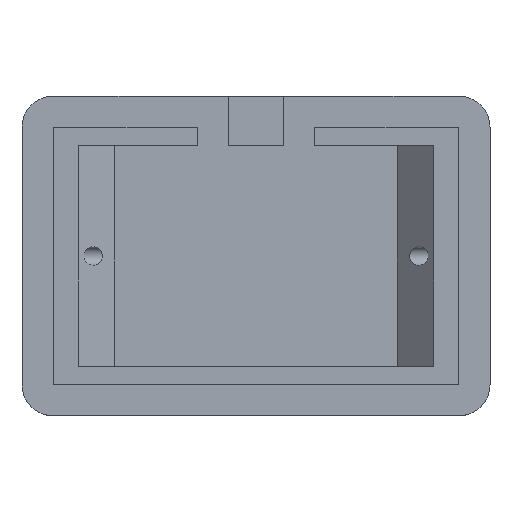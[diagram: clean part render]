
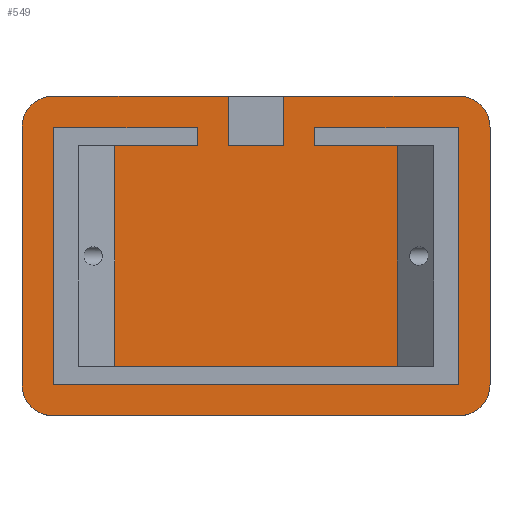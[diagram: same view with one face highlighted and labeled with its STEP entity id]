
A CAD part, top view. The second image highlights one B-rep face of the part: STEP entity #549.
In plain terms, the highlighted planar face has unit normal (0, 0, 1).
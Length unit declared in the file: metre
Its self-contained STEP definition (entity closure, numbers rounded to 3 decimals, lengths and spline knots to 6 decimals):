
#21=CIRCLE('',#595,0.005);
#22=CIRCLE('',#596,0.005);
#23=CIRCLE('',#597,0.005);
#24=CIRCLE('',#598,0.005);
#70=ORIENTED_EDGE('',*,*,#215,.F.);
#71=ORIENTED_EDGE('',*,*,#209,.T.);
#72=ORIENTED_EDGE('',*,*,#196,.F.);
#73=ORIENTED_EDGE('',*,*,#204,.T.);
#74=ORIENTED_EDGE('',*,*,#200,.F.);
#75=ORIENTED_EDGE('',*,*,#207,.F.);
#76=ORIENTED_EDGE('',*,*,#192,.F.);
#77=ORIENTED_EDGE('',*,*,#213,.F.);
#78=ORIENTED_EDGE('',*,*,#216,.F.);
#79=ORIENTED_EDGE('',*,*,#217,.T.);
#80=ORIENTED_EDGE('',*,*,#218,.T.);
#81=ORIENTED_EDGE('',*,*,#219,.F.);
#82=ORIENTED_EDGE('',*,*,#220,.T.);
#83=ORIENTED_EDGE('',*,*,#221,.T.);
#84=ORIENTED_EDGE('',*,*,#222,.T.);
#85=ORIENTED_EDGE('',*,*,#223,.T.);
#86=ORIENTED_EDGE('',*,*,#224,.T.);
#87=ORIENTED_EDGE('',*,*,#225,.T.);
#88=ORIENTED_EDGE('',*,*,#226,.F.);
#89=ORIENTED_EDGE('',*,*,#227,.T.);
#90=ORIENTED_EDGE('',*,*,#228,.F.);
#91=ORIENTED_EDGE('',*,*,#229,.T.);
#92=ORIENTED_EDGE('',*,*,#230,.T.);
#93=ORIENTED_EDGE('',*,*,#231,.F.);
#192=EDGE_CURVE('',#268,#269,#320,.T.);
#196=EDGE_CURVE('',#272,#273,#324,.T.);
#200=EDGE_CURVE('',#276,#277,#328,.T.);
#204=EDGE_CURVE('',#272,#277,#331,.T.);
#207=EDGE_CURVE('',#269,#276,#333,.T.);
#209=EDGE_CURVE('',#281,#273,#335,.T.);
#213=EDGE_CURVE('',#283,#268,#339,.T.);
#215=EDGE_CURVE('',#281,#285,#340,.T.);
#216=EDGE_CURVE('',#286,#283,#341,.T.);
#217=EDGE_CURVE('',#286,#287,#342,.T.);
#218=EDGE_CURVE('',#287,#288,#343,.T.);
#219=EDGE_CURVE('',#285,#288,#344,.T.);
#220=EDGE_CURVE('',#289,#290,#345,.T.);
#221=EDGE_CURVE('',#290,#291,#346,.T.);
#222=EDGE_CURVE('',#291,#292,#347,.T.);
#223=EDGE_CURVE('',#292,#293,#21,.T.);
#224=EDGE_CURVE('',#293,#294,#348,.T.);
#225=EDGE_CURVE('',#294,#295,#22,.T.);
#226=EDGE_CURVE('',#296,#295,#349,.T.);
#227=EDGE_CURVE('',#296,#297,#23,.T.);
#228=EDGE_CURVE('',#298,#297,#350,.T.);
#229=EDGE_CURVE('',#298,#299,#24,.T.);
#230=EDGE_CURVE('',#299,#300,#351,.T.);
#231=EDGE_CURVE('',#289,#300,#352,.T.);
#268=VERTEX_POINT('',#778);
#269=VERTEX_POINT('',#780);
#272=VERTEX_POINT('',#787);
#273=VERTEX_POINT('',#789);
#276=VERTEX_POINT('',#796);
#277=VERTEX_POINT('',#798);
#281=VERTEX_POINT('',#814);
#283=VERTEX_POINT('',#820);
#285=VERTEX_POINT('',#827);
#286=VERTEX_POINT('',#829);
#287=VERTEX_POINT('',#831);
#288=VERTEX_POINT('',#833);
#289=VERTEX_POINT('',#836);
#290=VERTEX_POINT('',#837);
#291=VERTEX_POINT('',#839);
#292=VERTEX_POINT('',#841);
#293=VERTEX_POINT('',#843);
#294=VERTEX_POINT('',#845);
#295=VERTEX_POINT('',#847);
#296=VERTEX_POINT('',#849);
#297=VERTEX_POINT('',#851);
#298=VERTEX_POINT('',#853);
#299=VERTEX_POINT('',#855);
#300=VERTEX_POINT('',#857);
#320=LINE('',#779,#384);
#324=LINE('',#788,#388);
#328=LINE('',#797,#392);
#331=LINE('',#804,#395);
#333=LINE('',#809,#397);
#335=LINE('',#813,#399);
#339=LINE('',#821,#403);
#340=LINE('',#826,#404);
#341=LINE('',#828,#405);
#342=LINE('',#830,#406);
#343=LINE('',#832,#407);
#344=LINE('',#834,#408);
#345=LINE('',#835,#409);
#346=LINE('',#838,#410);
#347=LINE('',#840,#411);
#348=LINE('',#844,#412);
#349=LINE('',#848,#413);
#350=LINE('',#852,#414);
#351=LINE('',#856,#415);
#352=LINE('',#858,#416);
#384=VECTOR('',#630,1.);
#388=VECTOR('',#636,1.);
#392=VECTOR('',#642,1.);
#395=VECTOR('',#649,1.);
#397=VECTOR('',#655,1.);
#399=VECTOR('',#659,1.);
#403=VECTOR('',#665,1.);
#404=VECTOR('',#672,1.);
#405=VECTOR('',#673,1.);
#406=VECTOR('',#674,1.);
#407=VECTOR('',#675,1.);
#408=VECTOR('',#676,1.);
#409=VECTOR('',#677,1.);
#410=VECTOR('',#678,1.);
#411=VECTOR('',#679,1.);
#412=VECTOR('',#682,1.);
#413=VECTOR('',#685,1.);
#414=VECTOR('',#688,1.);
#415=VECTOR('',#691,1.);
#416=VECTOR('',#692,1.);
#457=EDGE_LOOP('',(#70,#71,#72,#73,#74,#75,#76,#77,#78,#79,#80,#81));
#458=EDGE_LOOP('',(#82,#83,#84,#85,#86,#87,#88,#89,#90,#91,#92,#93));
#493=FACE_BOUND('',#457,.T.);
#494=FACE_BOUND('',#458,.T.);
#525=PLANE('',#594);
#549=ADVANCED_FACE('',(#493,#494),#525,.T.);
#594=AXIS2_PLACEMENT_3D('',#825,#670,#671);
#595=AXIS2_PLACEMENT_3D('',#842,#680,#681);
#596=AXIS2_PLACEMENT_3D('',#846,#683,#684);
#597=AXIS2_PLACEMENT_3D('',#850,#686,#687);
#598=AXIS2_PLACEMENT_3D('',#854,#689,#690);
#630=DIRECTION('',(1.,0.,0.));
#636=DIRECTION('',(1.,0.,0.));
#642=DIRECTION('',(-1.,0.,0.));
#649=DIRECTION('',(0.,-1.,0.));
#655=DIRECTION('',(0.,-1.,0.));
#659=DIRECTION('',(0.,-1.,0.));
#665=DIRECTION('',(0.,-1.,0.));
#670=DIRECTION('',(0.,0.,1.));
#671=DIRECTION('',(1.,0.,0.));
#672=DIRECTION('',(-1.,0.,0.));
#673=DIRECTION('',(-1.,0.,0.));
#674=DIRECTION('',(0.,-1.,0.));
#675=DIRECTION('',(-1.,0.,0.));
#676=DIRECTION('',(0.,-1.,0.));
#677=DIRECTION('',(-1.,0.,0.));
#678=DIRECTION('',(0.,1.,0.));
#679=DIRECTION('',(-1.,0.,0.));
#680=DIRECTION('',(0.,0.,1.));
#681=DIRECTION('',(1.,0.,0.));
#682=DIRECTION('',(0.,-1.,0.));
#683=DIRECTION('',(0.,0.,1.));
#684=DIRECTION('',(1.,0.,0.));
#685=DIRECTION('',(-1.,0.,0.));
#686=DIRECTION('',(0.,0.,1.));
#687=DIRECTION('',(1.,0.,0.));
#688=DIRECTION('',(0.,-1.,0.));
#689=DIRECTION('',(0.,0.,1.));
#690=DIRECTION('',(1.,0.,0.));
#691=DIRECTION('',(-1.,0.,0.));
#692=DIRECTION('',(0.,1.,0.));
#778=CARTESIAN_POINT('',(0.0095,0.017875,0.003));
#779=CARTESIAN_POINT('',(0.,0.017875,0.003));
#780=CARTESIAN_POINT('',(0.0229,0.017875,0.003));
#787=CARTESIAN_POINT('',(-0.0229,0.017875,0.003));
#788=CARTESIAN_POINT('',(0.,0.017875,0.003));
#789=CARTESIAN_POINT('',(-0.0095,0.017875,0.003));
#796=CARTESIAN_POINT('',(0.0229,-0.017875,0.003));
#797=CARTESIAN_POINT('',(0.,-0.017875,0.003));
#798=CARTESIAN_POINT('',(-0.0229,-0.017875,0.003));
#804=CARTESIAN_POINT('',(-0.0229,0.020875,0.003));
#809=CARTESIAN_POINT('',(0.0229,0.020875,0.003));
#813=CARTESIAN_POINT('',(-0.0095,0.019375,0.003));
#814=CARTESIAN_POINT('',(-0.0095,0.02075,0.003));
#820=CARTESIAN_POINT('',(0.0095,0.02075,0.003));
#821=CARTESIAN_POINT('',(0.0095,0.019375,0.003));
#825=CARTESIAN_POINT('',(0.,0.,0.003));
#826=CARTESIAN_POINT('',(0.,0.02075,0.003));
#827=CARTESIAN_POINT('',(-0.032775,0.02075,0.003));
#828=CARTESIAN_POINT('',(0.,0.02075,0.003));
#829=CARTESIAN_POINT('',(0.032775,0.02075,0.003));
#830=CARTESIAN_POINT('',(0.032775,0.,0.003));
#831=CARTESIAN_POINT('',(0.032775,-0.02075,0.003));
#832=CARTESIAN_POINT('',(0.,-0.02075,0.003));
#833=CARTESIAN_POINT('',(-0.032775,-0.02075,0.003));
#834=CARTESIAN_POINT('',(-0.032775,0.,0.003));
#835=CARTESIAN_POINT('',(0.,0.017875,0.003));
#836=CARTESIAN_POINT('',(0.0045,0.017875,0.003));
#837=CARTESIAN_POINT('',(-0.0045,0.017875,0.003));
#838=CARTESIAN_POINT('',(-0.0045,0.017875,0.003));
#839=CARTESIAN_POINT('',(-0.0045,0.025875,0.003));
#840=CARTESIAN_POINT('',(0.,0.025875,0.003));
#841=CARTESIAN_POINT('',(-0.0329,0.025875,0.003));
#842=CARTESIAN_POINT('',(-0.0329,0.020875,0.003));
#843=CARTESIAN_POINT('',(-0.0379,0.020875,0.003));
#844=CARTESIAN_POINT('',(-0.0379,0.,0.003));
#845=CARTESIAN_POINT('',(-0.0379,-0.020875,0.003));
#846=CARTESIAN_POINT('',(-0.0329,-0.020875,0.003));
#847=CARTESIAN_POINT('',(-0.0329,-0.025875,0.003));
#848=CARTESIAN_POINT('',(0.,-0.025875,0.003));
#849=CARTESIAN_POINT('',(0.0329,-0.025875,0.003));
#850=CARTESIAN_POINT('',(0.0329,-0.020875,0.003));
#851=CARTESIAN_POINT('',(0.0379,-0.020875,0.003));
#852=CARTESIAN_POINT('',(0.0379,0.,0.003));
#853=CARTESIAN_POINT('',(0.0379,0.020875,0.003));
#854=CARTESIAN_POINT('',(0.0329,0.020875,0.003));
#855=CARTESIAN_POINT('',(0.0329,0.025875,0.003));
#856=CARTESIAN_POINT('',(0.,0.025875,0.003));
#857=CARTESIAN_POINT('',(0.0045,0.025875,0.003));
#858=CARTESIAN_POINT('',(0.0045,0.017875,0.003));
